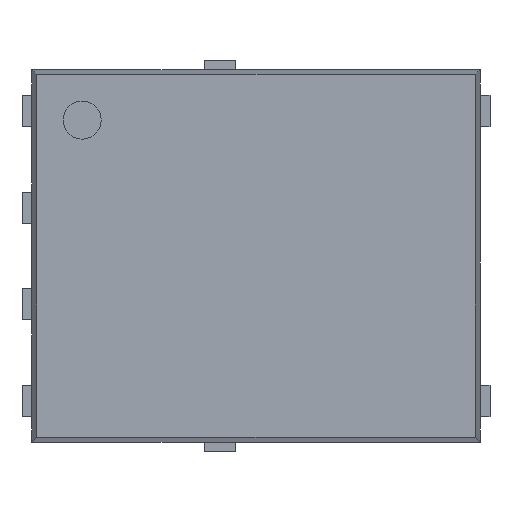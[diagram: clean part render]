
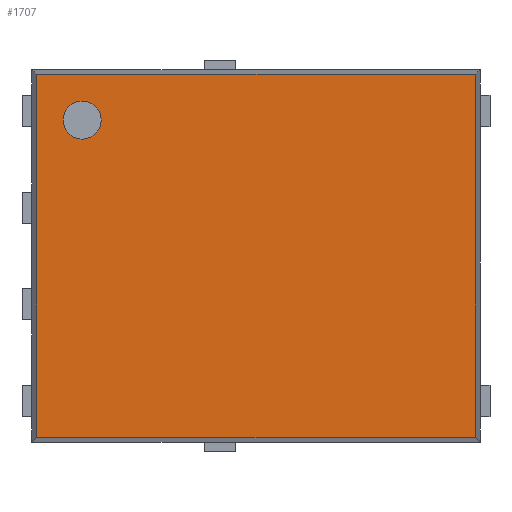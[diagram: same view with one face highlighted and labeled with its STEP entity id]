
A CAD part, top view. The second image highlights one B-rep face of the part: STEP entity #1707.
In plain terms, the highlighted planar face has unit normal (0, 0, 1).
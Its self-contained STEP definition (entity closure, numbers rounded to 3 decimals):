
#1278 = VERTEX_POINT('',#1279);
#1279 = CARTESIAN_POINT('',(-2.884,-2.384,1.03));
#1284 = EDGE_CURVE('',#1285,#1278,#1287,.T.);
#1285 = VERTEX_POINT('',#1286);
#1286 = CARTESIAN_POINT('',(-2.884,2.384,1.03));
#1287 = LINE('',#1288,#1289);
#1288 = CARTESIAN_POINT('',(-2.884,2.384,1.03));
#1289 = VECTOR('',#1290,1.);
#1290 = DIRECTION('',(0.,-1.,0.));
#1328 = EDGE_CURVE('',#1329,#1285,#1331,.T.);
#1329 = VERTEX_POINT('',#1330);
#1330 = CARTESIAN_POINT('',(2.884,2.384,1.03));
#1331 = LINE('',#1332,#1333);
#1332 = CARTESIAN_POINT('',(2.884,2.384,1.03));
#1333 = VECTOR('',#1334,1.);
#1334 = DIRECTION('',(-1.,0.,0.));
#1690 = VERTEX_POINT('',#1691);
#1691 = CARTESIAN_POINT('',(2.884,-2.384,1.03));
#1696 = EDGE_CURVE('',#1278,#1690,#1697,.T.);
#1697 = LINE('',#1698,#1699);
#1698 = CARTESIAN_POINT('',(-2.884,-2.384,1.03));
#1699 = VECTOR('',#1700,1.);
#1700 = DIRECTION('',(1.,0.,0.));
#1707 = ADVANCED_FACE('',(#1708,#1719),#1730,.F.);
#1708 = FACE_BOUND('',#1709,.F.);
#1709 = EDGE_LOOP('',(#1710,#1711,#1712,#1718));
#1710 = ORIENTED_EDGE('',*,*,#1284,.F.);
#1711 = ORIENTED_EDGE('',*,*,#1328,.F.);
#1712 = ORIENTED_EDGE('',*,*,#1713,.F.);
#1713 = EDGE_CURVE('',#1690,#1329,#1714,.T.);
#1714 = LINE('',#1715,#1716);
#1715 = CARTESIAN_POINT('',(2.884,-2.384,1.03));
#1716 = VECTOR('',#1717,1.);
#1717 = DIRECTION('',(0.,1.,0.));
#1718 = ORIENTED_EDGE('',*,*,#1696,.F.);
#1719 = FACE_BOUND('',#1720,.F.);
#1720 = EDGE_LOOP('',(#1721));
#1721 = ORIENTED_EDGE('',*,*,#1722,.T.);
#1722 = EDGE_CURVE('',#1723,#1723,#1725,.T.);
#1723 = VERTEX_POINT('',#1724);
#1724 = CARTESIAN_POINT('',(-2.284,1.534,1.03));
#1725 = CIRCLE('',#1726,0.25);
#1726 = AXIS2_PLACEMENT_3D('',#1727,#1728,#1729);
#1727 = CARTESIAN_POINT('',(-2.284,1.784,1.03));
#1728 = DIRECTION('',(0.,0.,1.));
#1729 = DIRECTION('',(0.,-1.,0.));
#1730 = PLANE('',#1731);
#1731 = AXIS2_PLACEMENT_3D('',#1732,#1733,#1734);
#1732 = CARTESIAN_POINT('',(-2.884,2.384,1.03));
#1733 = DIRECTION('',(0.,-0.,-1.));
#1734 = DIRECTION('',(0.771,-0.637,0.));
